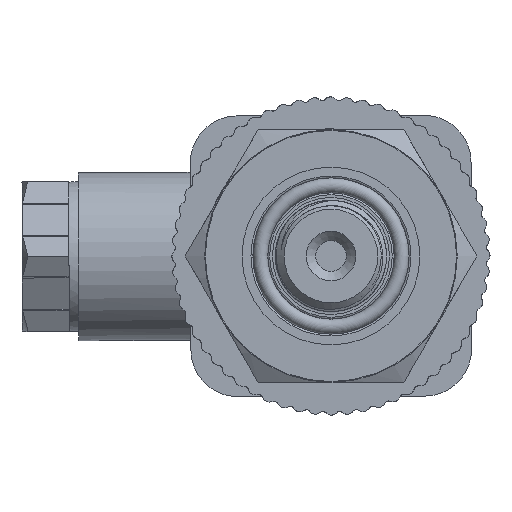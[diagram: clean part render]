
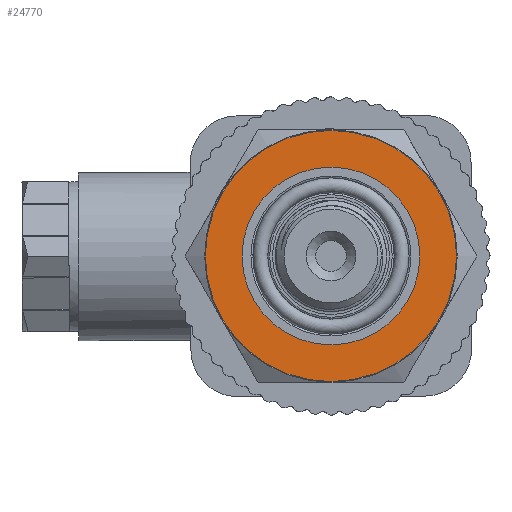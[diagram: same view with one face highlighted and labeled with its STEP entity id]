
A CAD part, left-side view. The second image highlights one B-rep face of the part: STEP entity #24770.
In plain terms, the highlighted planar face has unit normal (-1, 0, 0).
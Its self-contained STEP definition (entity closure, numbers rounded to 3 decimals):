
#1011=PLANE('',#26033);
#1572=FACE_BOUND('',#3445,.T.);
#2026=FACE_OUTER_BOUND('',#3444,.T.);
#3444=EDGE_LOOP('',(#18278));
#3445=EDGE_LOOP('',(#18279));
#4659=CIRCLE('',#26034,13.425);
#4660=CIRCLE('',#26035,9.5);
#10709=VERTEX_POINT('',#42286);
#10710=VERTEX_POINT('',#42288);
#13575=EDGE_CURVE('',#10709,#10709,#4659,.T.);
#13576=EDGE_CURVE('',#10710,#10710,#4660,.T.);
#18278=ORIENTED_EDGE('',*,*,#13575,.F.);
#18279=ORIENTED_EDGE('',*,*,#13576,.T.);
#24770=ADVANCED_FACE('',(#2026,#1572),#1011,.F.);
#26033=AXIS2_PLACEMENT_3D('',#42285,#27866,#27867);
#26034=AXIS2_PLACEMENT_3D('',#42287,#27868,#27869);
#26035=AXIS2_PLACEMENT_3D('',#42289,#27870,#27871);
#27866=DIRECTION('center_axis',(1.,0.,0.));
#27867=DIRECTION('ref_axis',(0.,0.,-1.));
#27868=DIRECTION('center_axis',(1.,0.,0.));
#27869=DIRECTION('ref_axis',(0.,1.,0.));
#27870=DIRECTION('center_axis',(1.,0.,0.));
#27871=DIRECTION('ref_axis',(0.,0.,-1.));
#42285=CARTESIAN_POINT('Origin',(-48.,9.5,0.));
#42286=CARTESIAN_POINT('',(-48.,-13.425,0.));
#42287=CARTESIAN_POINT('Origin',(-48.,0.,0.));
#42288=CARTESIAN_POINT('',(-48.,-9.5,0.));
#42289=CARTESIAN_POINT('Origin',(-48.,0.,0.));
